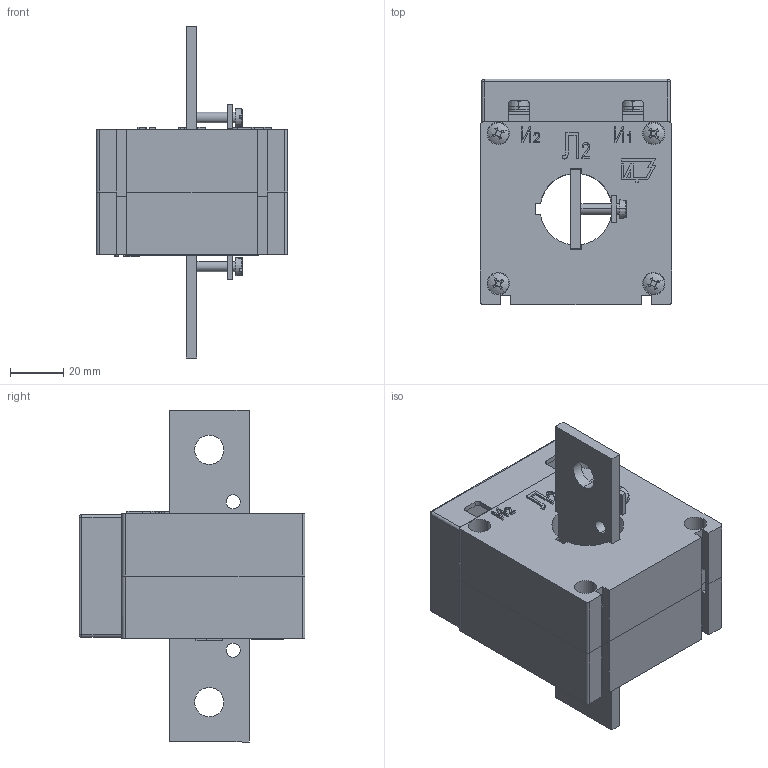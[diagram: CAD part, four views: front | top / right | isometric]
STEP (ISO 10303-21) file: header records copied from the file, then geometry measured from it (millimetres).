
FILE_DESCRIPTION (( 'STEP AP214' ), '1' );
FILE_NAME ('ﾒ-0,66-2ﾍ.STEP', '2023-07-27T07:19:01', ( '' ), ( '' ), 'SwSTEP 2.0', 'SolidWorks 2014', '' );
FILE_SCHEMA (( 'AUTOMOTIVE_DESIGN' ));
Length unit declared in the file: millimetre
Products named in the file (46): 妈眚 󊙅0.58.019 梦岩17473-80; 屡扔.754312.158 亦犭梓赅; ÂÅÈÓ.754312.152 Òàáëè÷êà ïðåäñòàâèòåëüíàÿ; 妈眚 󊅙6.58.019 梦岩17473-80; ﾘ琺矜 5.65ﾃ.019 ﾃﾎﾑﾒ 6402-70; 妈眚 󊅠.58.019 梦岩17473-80; Ãàéêà Ì4.5.019 ÃÎÑÒ5915-70; Øóðóï 2-4õ20.019 ÃÎÑÒ 1144-80; ﾘ琺矜 5.01.019 ﾃﾎﾑﾒ11371-78; ÂÅÈÓ.685412.034 Ìàãíèòîïðîâîä ñ îáìîòêîé_01; ÂÅÈÓ.757249.004 Ïëàñòèíà êîíòàêòíàÿ; 屡扔.685527.009 罔磬_-02; 屡扔.685527.009 罔磬; ÂÅÈÓ.323293.013 Êðûøêà çàùèòíàÿ_-02; ÂÅÈÓ.323293.013 Êðûøêà çàùèòíàÿ; 屡扔.741131.008 想囗赅_-01; 屡扔.741131.008 想囗赅; ÂÅÈÓ.686171.015 Ïîëóêîðïóñ Ë2 âàð À_-00; ÂÅÈÓ.686171.015 Ïîëóêîðïóñ Ë2 âàð À; ÂÅÈÓ.686171.016 Ïîëóêîðïóñ Ë1 âàð À; ﾒ-0,66-2ﾍ
Assembly tree (30 placements, depth 3):
  妈眚 󊙅0.58.019 梦岩17473-80
  屡扔.754312.158 亦犭梓赅
  妈眚 󊙅0.58.019 梦岩17473-80
  妈眚 󊙅0.58.019 梦岩17473-80
  妈眚 󊙅0.58.019 梦岩17473-80
Bounding box: 72 x 85 x 125 mm (x, y, z)
Volume: 102381.8 mm3; surface area: 92295.5 mm2
Topology: 29 solids, 29 shells, 983 faces, 2553 edges, 1655 vertices
Faces by surface type: plane 608, cylinder 233, cone 64, torus 33, bspline 29, sphere 16
Entity records: 25969 total; most frequent: CARTESIAN_POINT 6054, ORIENTED_EDGE 3918, DIRECTION 3796, EDGE_CURVE 1959, VECTOR 1380, LINE 1380, VERTEX_POINT 1278, AXIS2_PLACEMENT_3D 1208
